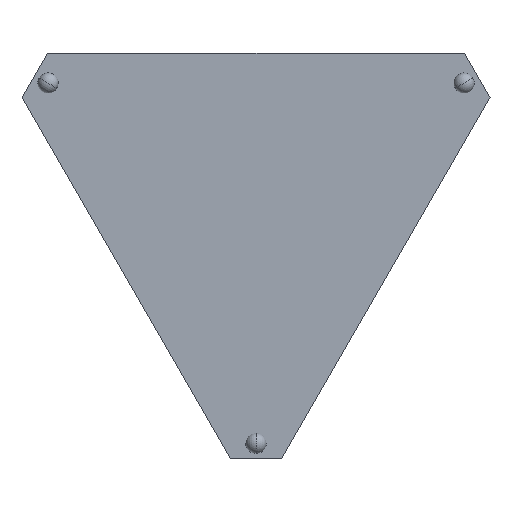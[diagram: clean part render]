
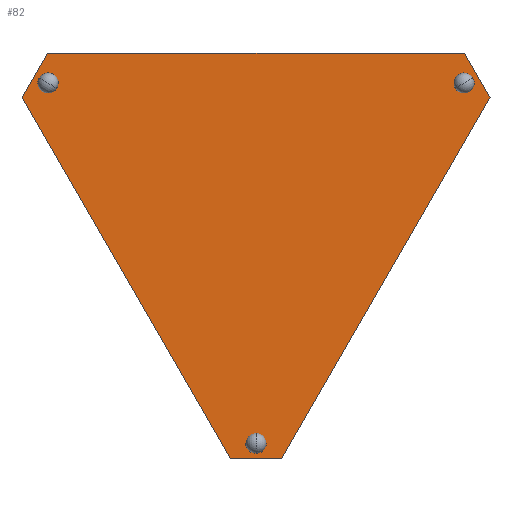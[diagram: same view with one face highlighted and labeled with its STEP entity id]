
A CAD part, front view. The second image highlights one B-rep face of the part: STEP entity #82.
In plain terms, the highlighted planar face has unit normal (0, -1, 0).
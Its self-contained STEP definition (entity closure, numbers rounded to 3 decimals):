
#2 = DIRECTION ( 'NONE',  ( 0.5, 0., -0.866 ) ) ;
#3 = PLANE ( 'NONE',  #433 ) ;
#4 = CARTESIAN_POINT ( 'NONE',  ( 407.032, 0., 235. ) ) ;
#8 = ORIENTED_EDGE ( 'NONE', *, *, #596, .F. ) ;
#14 = ORIENTED_EDGE ( 'NONE', *, *, #406, .T. ) ;
#16 = CARTESIAN_POINT ( 'NONE',  ( -407.032, 0., 235. ) ) ;
#28 = DIRECTION ( 'NONE',  ( 0.866, 0., -0.5 ) ) ;
#39 = CARTESIAN_POINT ( 'NONE',  ( 0., 0., -480. ) ) ;
#51 = DIRECTION ( 'NONE',  ( -0.866, 0., -0.5 ) ) ;
#53 = EDGE_CURVE ( 'NONE', #277, #356, #594, .T. ) ;
#54 = FACE_BOUND ( 'NONE', #468, .T. ) ;
#62 = CARTESIAN_POINT ( 'NONE',  ( -50., 0., -500. ) ) ;
#66 = EDGE_CURVE ( 'NONE', #211, #177, #201, .T. ) ;
#76 = EDGE_CURVE ( 'NONE', #160, #578, #350, .T. ) ;
#79 = CARTESIAN_POINT ( 'NONE',  ( 408.013, 0., 293.301 ) ) ;
#81 = CARTESIAN_POINT ( 'NONE',  ( 458.013, 0., 206.699 ) ) ;
#82 = ADVANCED_FACE ( 'NONE', ( #285, #287, #54, #244 ), #3, .T. ) ;
#88 = AXIS2_PLACEMENT_3D ( 'NONE', #480, #541, #338 ) ;
#101 = AXIS2_PLACEMENT_3D ( 'NONE', #292, #530, #428 ) ;
#102 = ORIENTED_EDGE ( 'NONE', *, *, #371, .F. ) ;
#108 = EDGE_CURVE ( 'NONE', #578, #160, #238, .T. ) ;
#118 = VECTOR ( 'NONE', #407, 1000. ) ;
#134 = LINE ( 'NONE', #323, #118 ) ;
#140 = CARTESIAN_POINT ( 'NONE',  ( 415.692, 0., 240. ) ) ;
#147 = CARTESIAN_POINT ( 'NONE',  ( 0., 0., 0. ) ) ;
#156 = LINE ( 'NONE', #486, #610 ) ;
#160 = VERTEX_POINT ( 'NONE', #224 ) ;
#162 = EDGE_CURVE ( 'NONE', #356, #277, #192, .T. ) ;
#173 = DIRECTION ( 'NONE',  ( -0.866, 0., -0.5 ) ) ;
#175 = DIRECTION ( 'NONE',  ( 0.5, 0., 0.866 ) ) ;
#177 = VERTEX_POINT ( 'NONE', #62 ) ;
#178 = LINE ( 'NONE', #81, #607 ) ;
#179 = AXIS2_PLACEMENT_3D ( 'NONE', #4, #241, #51 ) ;
#192 = CIRCLE ( 'NONE', #450, 10. ) ;
#201 = LINE ( 'NONE', #249, #441 ) ;
#211 = VERTEX_POINT ( 'NONE', #451 ) ;
#217 = CARTESIAN_POINT ( 'NONE',  ( -408.013, 0., 293.301 ) ) ;
#224 = CARTESIAN_POINT ( 'NONE',  ( 0., 0., -460. ) ) ;
#227 = DIRECTION ( 'NONE',  ( -0.5, 0., -0.866 ) ) ;
#236 = CARTESIAN_POINT ( 'NONE',  ( -415.692, 0., 240. ) ) ;
#237 = VERTEX_POINT ( 'NONE', #590 ) ;
#238 = CIRCLE ( 'NONE', #101, 10. ) ;
#239 = VECTOR ( 'NONE', #175, 1000. ) ;
#241 = DIRECTION ( 'NONE',  ( 0., 1., 0. ) ) ;
#242 = LINE ( 'NONE', #217, #239 ) ;
#244 = FACE_OUTER_BOUND ( 'NONE', #511, .T. ) ;
#249 = CARTESIAN_POINT ( 'NONE',  ( -50., 0., -500. ) ) ;
#260 = DIRECTION ( 'NONE',  ( 0., 1., 0. ) ) ;
#261 = VECTOR ( 'NONE', #411, 1000. ) ;
#270 = CARTESIAN_POINT ( 'NONE',  ( 398.372, 0., 230. ) ) ;
#273 = EDGE_LOOP ( 'NONE', ( #465, #405 ) ) ;
#276 = LINE ( 'NONE', #516, #261 ) ;
#277 = VERTEX_POINT ( 'NONE', #270 ) ;
#280 = ORIENTED_EDGE ( 'NONE', *, *, #108, .T. ) ;
#284 = EDGE_CURVE ( 'NONE', #237, #380, #276, .T. ) ;
#285 = FACE_BOUND ( 'NONE', #273, .T. ) ;
#287 = FACE_BOUND ( 'NONE', #383, .T. ) ;
#288 = VERTEX_POINT ( 'NONE', #456 ) ;
#292 = CARTESIAN_POINT ( 'NONE',  ( 0., 0., -470. ) ) ;
#309 = DIRECTION ( 'NONE',  ( 0.866, 0., -0.5 ) ) ;
#323 = CARTESIAN_POINT ( 'NONE',  ( -50., 0., -500. ) ) ;
#325 = ORIENTED_EDGE ( 'NONE', *, *, #521, .T. ) ;
#336 = ORIENTED_EDGE ( 'NONE', *, *, #491, .F. ) ;
#338 = DIRECTION ( 'NONE',  ( 0., 0., 1. ) ) ;
#340 = VERTEX_POINT ( 'NONE', #513 ) ;
#350 = CIRCLE ( 'NONE', #88, 10. ) ;
#356 = VERTEX_POINT ( 'NONE', #140 ) ;
#361 = ORIENTED_EDGE ( 'NONE', *, *, #478, .F. ) ;
#371 = EDGE_CURVE ( 'NONE', #177, #340, #134, .T. ) ;
#375 = CIRCLE ( 'NONE', #452, 10. ) ;
#377 = CARTESIAN_POINT ( 'NONE',  ( -407.032, 0., 235. ) ) ;
#378 = VERTEX_POINT ( 'NONE', #236 ) ;
#380 = VERTEX_POINT ( 'NONE', #79 ) ;
#383 = EDGE_LOOP ( 'NONE', ( #14, #325 ) ) ;
#386 = DIRECTION ( 'NONE',  ( 0., -1., 0. ) ) ;
#390 = ORIENTED_EDGE ( 'NONE', *, *, #284, .F. ) ;
#405 = ORIENTED_EDGE ( 'NONE', *, *, #162, .T. ) ;
#406 = EDGE_CURVE ( 'NONE', #604, #378, #375, .T. ) ;
#407 = DIRECTION ( 'NONE',  ( -0.5, 0., 0.866 ) ) ;
#411 = DIRECTION ( 'NONE',  ( 1., 0., 0. ) ) ;
#428 = DIRECTION ( 'NONE',  ( 0., 0., 1. ) ) ;
#433 = AXIS2_PLACEMENT_3D ( 'NONE', #147, #386, #475 ) ;
#441 = VECTOR ( 'NONE', #536, 1000. ) ;
#450 = AXIS2_PLACEMENT_3D ( 'NONE', #554, #260, #173 ) ;
#451 = CARTESIAN_POINT ( 'NONE',  ( 50., 0., -500. ) ) ;
#452 = AXIS2_PLACEMENT_3D ( 'NONE', #377, #568, #309 ) ;
#456 = CARTESIAN_POINT ( 'NONE',  ( 458.013, 0., 206.699 ) ) ;
#465 = ORIENTED_EDGE ( 'NONE', *, *, #53, .T. ) ;
#468 = EDGE_LOOP ( 'NONE', ( #585, #280 ) ) ;
#475 = DIRECTION ( 'NONE',  ( 0., 0., -1. ) ) ;
#478 = EDGE_CURVE ( 'NONE', #380, #288, #156, .T. ) ;
#480 = CARTESIAN_POINT ( 'NONE',  ( 0., 0., -470. ) ) ;
#482 = CARTESIAN_POINT ( 'NONE',  ( -398.372, 0., 230. ) ) ;
#486 = CARTESIAN_POINT ( 'NONE',  ( 458.013, 0., 206.699 ) ) ;
#491 = EDGE_CURVE ( 'NONE', #340, #237, #242, .T. ) ;
#511 = EDGE_LOOP ( 'NONE', ( #8, #361, #390, #336, #102, #597 ) ) ;
#513 = CARTESIAN_POINT ( 'NONE',  ( -458.013, 0., 206.699 ) ) ;
#516 = CARTESIAN_POINT ( 'NONE',  ( 408.013, 0., 293.301 ) ) ;
#521 = EDGE_CURVE ( 'NONE', #378, #604, #546, .T. ) ;
#530 = DIRECTION ( 'NONE',  ( 0., 1., 0. ) ) ;
#536 = DIRECTION ( 'NONE',  ( -1., 0., 0. ) ) ;
#541 = DIRECTION ( 'NONE',  ( 0., 1., 0. ) ) ;
#546 = CIRCLE ( 'NONE', #586, 10. ) ;
#554 = CARTESIAN_POINT ( 'NONE',  ( 407.032, 0., 235. ) ) ;
#568 = DIRECTION ( 'NONE',  ( 0., 1., 0. ) ) ;
#578 = VERTEX_POINT ( 'NONE', #39 ) ;
#585 = ORIENTED_EDGE ( 'NONE', *, *, #76, .T. ) ;
#586 = AXIS2_PLACEMENT_3D ( 'NONE', #16, #598, #28 ) ;
#590 = CARTESIAN_POINT ( 'NONE',  ( -408.013, 0., 293.301 ) ) ;
#594 = CIRCLE ( 'NONE', #179, 10. ) ;
#596 = EDGE_CURVE ( 'NONE', #288, #211, #178, .T. ) ;
#597 = ORIENTED_EDGE ( 'NONE', *, *, #66, .F. ) ;
#598 = DIRECTION ( 'NONE',  ( 0., 1., 0. ) ) ;
#604 = VERTEX_POINT ( 'NONE', #482 ) ;
#607 = VECTOR ( 'NONE', #227, 1000. ) ;
#610 = VECTOR ( 'NONE', #2, 1000. ) ;
